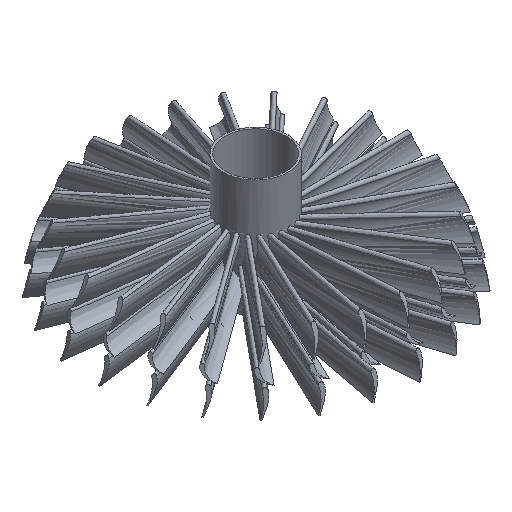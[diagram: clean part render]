
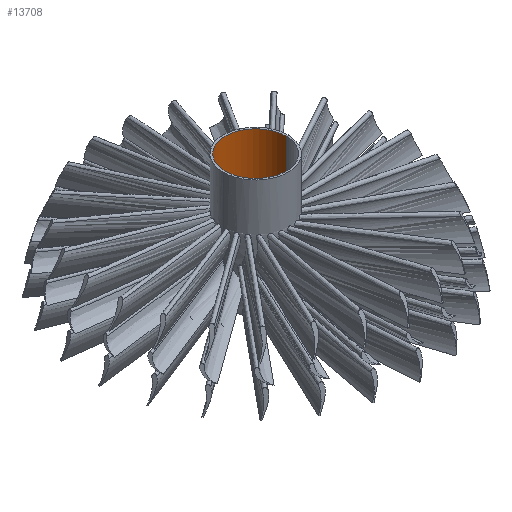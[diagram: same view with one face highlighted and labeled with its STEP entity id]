
A CAD part, isometric view. The second image highlights one B-rep face of the part: STEP entity #13708.
In plain terms, the highlighted free-form (B-spline) face has degree [2, 1] with [5, 2] control points.
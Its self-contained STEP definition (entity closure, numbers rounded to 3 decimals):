
#21 = EDGE_CURVE('',#22,#24,#26,.T.);
#22 = VERTEX_POINT('',#23);
#23 = CARTESIAN_POINT('',(-428.932,0.,1660.381));
#24 = VERTEX_POINT('',#25);
#25 = CARTESIAN_POINT('',(-428.932,0.,0.));
#26 = B_SPLINE_CURVE_WITH_KNOTS('',1,(#27,#28),.UNSPECIFIED.,.F.,.F.,(2,
    2),(-0.,1500.),.PIECEWISE_BEZIER_KNOTS.);
#27 = CARTESIAN_POINT('',(-428.932,0.,1660.381));
#28 = CARTESIAN_POINT('',(-428.932,0.,0.));
#31 = VERTEX_POINT('',#32);
#32 = CARTESIAN_POINT('',(428.932,0.,0.));
#40 = EDGE_CURVE('',#41,#31,#43,.T.);
#41 = VERTEX_POINT('',#42);
#42 = CARTESIAN_POINT('',(428.932,0.,
    1660.381));
#43 = B_SPLINE_CURVE_WITH_KNOTS('',1,(#44,#45),.UNSPECIFIED.,.F.,.F.,(2,
    2),(-0.,1500.),.PIECEWISE_BEZIER_KNOTS.);
#44 = CARTESIAN_POINT('',(428.932,0.,
    1660.381));
#45 = CARTESIAN_POINT('',(428.932,0.,0.));
#7886 = EDGE_CURVE('',#41,#22,#7887,.T.);
#7887 = ( BOUNDED_CURVE() B_SPLINE_CURVE(2,(#7888,#7889,#7890,#7891,
#7892),.UNSPECIFIED.,.F.,.F.) B_SPLINE_CURVE_WITH_KNOTS((3,2,3),(0.,
1.571,3.142),.PIECEWISE_BEZIER_KNOTS.) CURVE() 
GEOMETRIC_REPRESENTATION_ITEM() RATIONAL_B_SPLINE_CURVE((1.,
0.707,1.,0.707,1.)) REPRESENTATION_ITEM('') );
#7888 = CARTESIAN_POINT('',(428.932,0.,1660.381));
#7889 = CARTESIAN_POINT('',(428.932,428.932,
    1660.381));
#7890 = CARTESIAN_POINT('',(0.,428.932,
    1660.381));
#7891 = CARTESIAN_POINT('',(-428.932,428.932,
    1660.381));
#7892 = CARTESIAN_POINT('',(-428.932,0.,
    1660.381));
#7914 = EDGE_CURVE('',#31,#24,#7915,.T.);
#7915 = ( BOUNDED_CURVE() B_SPLINE_CURVE(2,(#7916,#7917,#7918,#7919,
#7920),.UNSPECIFIED.,.F.,.F.) B_SPLINE_CURVE_WITH_KNOTS((3,2,3),(0.,
1.571,3.142),.PIECEWISE_BEZIER_KNOTS.) CURVE() 
GEOMETRIC_REPRESENTATION_ITEM() RATIONAL_B_SPLINE_CURVE((1.,
0.707,1.,0.707,1.)) REPRESENTATION_ITEM('') );
#7916 = CARTESIAN_POINT('',(428.932,0.,0.));
#7917 = CARTESIAN_POINT('',(428.932,428.932,0.));
#7918 = CARTESIAN_POINT('',(0.,428.932,0.));
#7919 = CARTESIAN_POINT('',(-428.932,428.932,0.));
#7920 = CARTESIAN_POINT('',(-428.932,0.,0.));
#13708 = ADVANCED_FACE('',(#13709),#13715,.F.);
#13709 = FACE_BOUND('',#13710,.F.);
#13710 = EDGE_LOOP('',(#13711,#13712,#13713,#13714));
#13711 = ORIENTED_EDGE('',*,*,#7914,.T.);
#13712 = ORIENTED_EDGE('',*,*,#21,.F.);
#13713 = ORIENTED_EDGE('',*,*,#7886,.F.);
#13714 = ORIENTED_EDGE('',*,*,#40,.T.);
#13715 = ( BOUNDED_SURFACE() B_SPLINE_SURFACE(2,1,(
    (#13716,#13717)
    ,(#13718,#13719)
    ,(#13720,#13721)
    ,(#13722,#13723)
    ,(#13724,#13725
)),.UNSPECIFIED.,.F.,.F.,.F.) B_SPLINE_SURFACE_WITH_KNOTS((3,2,3),(2,2),
  (0.,1.571,3.142),(0.,1500.),
.PIECEWISE_BEZIER_KNOTS.) GEOMETRIC_REPRESENTATION_ITEM() 
RATIONAL_B_SPLINE_SURFACE((
    (1.,1.)
    ,(0.707,0.707)
    ,(1.,1.)
    ,(0.707,0.707)
,(1.,1.))) REPRESENTATION_ITEM('') SURFACE() );
#13716 = CARTESIAN_POINT('',(-428.932,0.,1660.381));
#13717 = CARTESIAN_POINT('',(-428.932,0.,0.));
#13718 = CARTESIAN_POINT('',(-428.932,428.932,
    1660.381));
#13719 = CARTESIAN_POINT('',(-428.932,428.932,0.));
#13720 = CARTESIAN_POINT('',(0.,428.932,
    1660.381));
#13721 = CARTESIAN_POINT('',(0.,428.932,0.));
#13722 = CARTESIAN_POINT('',(428.932,428.932,
    1660.381));
#13723 = CARTESIAN_POINT('',(428.932,428.932,0.));
#13724 = CARTESIAN_POINT('',(428.932,0.,
    1660.381));
#13725 = CARTESIAN_POINT('',(428.932,0.,0.));
